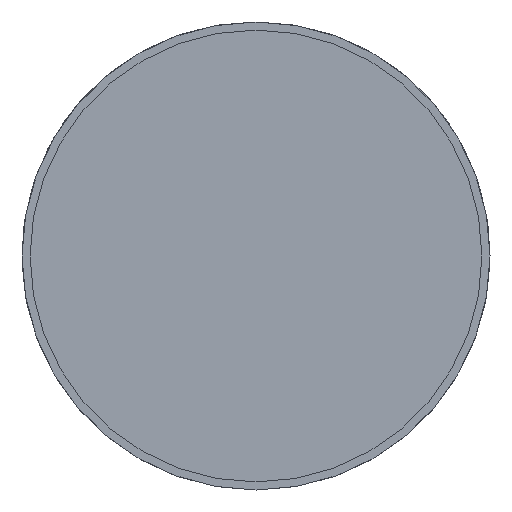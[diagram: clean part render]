
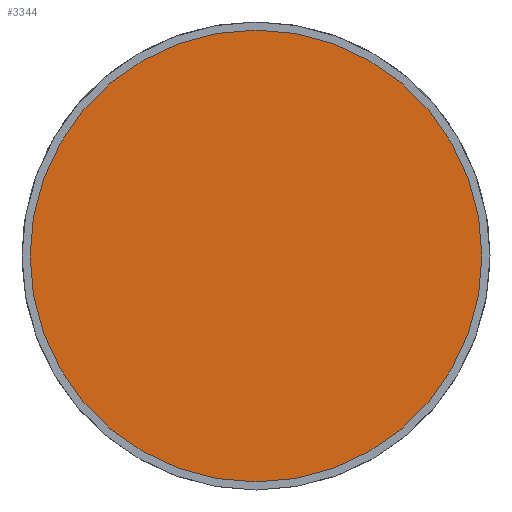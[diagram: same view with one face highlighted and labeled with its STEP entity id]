
A CAD part, front view. The second image highlights one B-rep face of the part: STEP entity #3344.
In plain terms, the highlighted planar face has unit normal (0, -1, 0).
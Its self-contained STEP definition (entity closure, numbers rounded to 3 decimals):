
#604 = DIRECTION ( 'NONE',  ( 0., 0., -1. ) ) ;
#802 = AXIS2_PLACEMENT_3D ( 'NONE', #2930, #4835, #604 ) ;
#1056 = PLANE ( 'NONE',  #802 ) ;
#1093 = CIRCLE ( 'NONE', #4544, 35. ) ;
#1733 = EDGE_CURVE ( 'NONE', #5662, #3081, #4612, .T. ) ;
#2308 = EDGE_LOOP ( 'NONE', ( #2614, #4890 ) ) ;
#2314 = CARTESIAN_POINT ( 'NONE',  ( 0., 5., 35. ) ) ;
#2469 = CARTESIAN_POINT ( 'NONE',  ( 0., 5., 0. ) ) ;
#2614 = ORIENTED_EDGE ( 'NONE', *, *, #3354, .T. ) ;
#2930 = CARTESIAN_POINT ( 'NONE',  ( 0., 5., 0. ) ) ;
#3081 = VERTEX_POINT ( 'NONE', #5903 ) ;
#3344 = ADVANCED_FACE ( 'NONE', ( #5260 ), #1056, .T. ) ;
#3354 = EDGE_CURVE ( 'NONE', #3081, #5662, #1093, .T. ) ;
#3556 = DIRECTION ( 'NONE',  ( 0., -1., 0. ) ) ;
#3623 = AXIS2_PLACEMENT_3D ( 'NONE', #5413, #5358, #4395 ) ;
#4395 = DIRECTION ( 'NONE',  ( 0., 0., -1. ) ) ;
#4544 = AXIS2_PLACEMENT_3D ( 'NONE', #2469, #3556, #5377 ) ;
#4612 = CIRCLE ( 'NONE', #3623, 35. ) ;
#4835 = DIRECTION ( 'NONE',  ( 0., -1., 0. ) ) ;
#4890 = ORIENTED_EDGE ( 'NONE', *, *, #1733, .T. ) ;
#5260 = FACE_OUTER_BOUND ( 'NONE', #2308, .T. ) ;
#5358 = DIRECTION ( 'NONE',  ( 0., -1., 0. ) ) ;
#5377 = DIRECTION ( 'NONE',  ( 0., 0., -1. ) ) ;
#5413 = CARTESIAN_POINT ( 'NONE',  ( 0., 5., 0. ) ) ;
#5662 = VERTEX_POINT ( 'NONE', #2314 ) ;
#5903 = CARTESIAN_POINT ( 'NONE',  ( 0., 5., -35. ) ) ;
